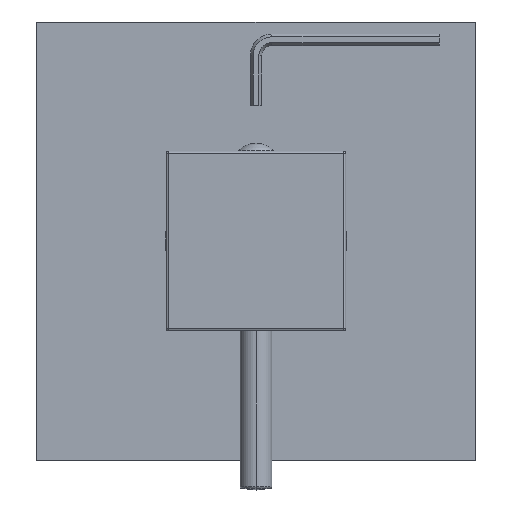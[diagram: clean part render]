
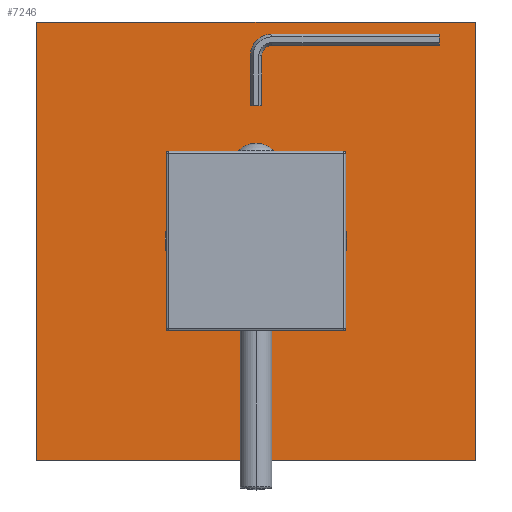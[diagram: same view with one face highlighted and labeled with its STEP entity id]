
A CAD part, top view. The second image highlights one B-rep face of the part: STEP entity #7246.
In plain terms, the highlighted face is planar.
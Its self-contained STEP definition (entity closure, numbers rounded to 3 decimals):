
#6899=CARTESIAN_POINT('',(0.,2.,0.));
#6900=DIRECTION('',(0.,-1.,0.));
#6901=DIRECTION('',(1.,0.,0.));
#6902=AXIS2_PLACEMENT_3D('',#6899,#6900,#6901);
#6907=CARTESIAN_POINT('',(0.,2.,0.));
#6908=DIRECTION('',(0.,-1.,0.));
#6909=DIRECTION('',(-1.,0.,0.));
#6910=AXIS2_PLACEMENT_3D('',#6907,#6908,#6909);
#6915=DIRECTION('',(0.,0.,1.));
#6916=VECTOR('',#6915,110.);
#6917=CARTESIAN_POINT('',(-55.,2.,-55.));
#6918=LINE('',#6917,#6916);
#6922=DIRECTION('',(-1.,0.,0.));
#6923=VECTOR('',#6922,110.);
#6924=CARTESIAN_POINT('',(55.,2.,-55.));
#6925=LINE('',#6924,#6923);
#6929=DIRECTION('',(0.,0.,-1.));
#6930=VECTOR('',#6929,110.);
#6931=CARTESIAN_POINT('',(55.,2.,55.));
#6932=LINE('',#6931,#6930);
#6936=DIRECTION('',(1.,0.,0.));
#6937=VECTOR('',#6936,110.);
#6938=CARTESIAN_POINT('',(-55.,2.,55.));
#6939=LINE('',#6938,#6937);
#7119=CARTESIAN_POINT('',(22.8,2.,0.));
#7120=CARTESIAN_POINT('',(-22.8,2.,0.));
#7121=VERTEX_POINT('',#7119);
#7122=VERTEX_POINT('',#7120);
#7123=CARTESIAN_POINT('',(-55.,2.,-55.));
#7124=CARTESIAN_POINT('',(-55.,2.,55.));
#7125=VERTEX_POINT('',#7123);
#7126=VERTEX_POINT('',#7124);
#7127=CARTESIAN_POINT('',(55.,2.,55.));
#7128=VERTEX_POINT('',#7127);
#7129=CARTESIAN_POINT('',(55.,2.,-55.));
#7130=VERTEX_POINT('',#7129);
#7227=CARTESIAN_POINT('',(0.,2.,0.));
#7228=DIRECTION('',(0.,1.,0.));
#7229=DIRECTION('',(1.,0.,0.));
#7230=AXIS2_PLACEMENT_3D('',#7227,#7228,#7229);
#7231=PLANE('',#7230);
#7233=ORIENTED_EDGE('',*,*,#7232,.F.);
#7235=ORIENTED_EDGE('',*,*,#7234,.F.);
#7237=ORIENTED_EDGE('',*,*,#7236,.F.);
#7239=ORIENTED_EDGE('',*,*,#7238,.F.);
#7240=EDGE_LOOP('',(#7233,#7235,#7237,#7239));
#7241=FACE_OUTER_BOUND('',#7240,.F.);
#7242=ORIENTED_EDGE('',*,*,#7207,.F.);
#7243=ORIENTED_EDGE('',*,*,#7221,.F.);
#7244=EDGE_LOOP('',(#7242,#7243));
#7245=FACE_BOUND('',#7244,.F.);
#7246=ADVANCED_FACE('',(#7241,#7245),#7231,.T.);
#6903=CIRCLE('',#6902,22.8);
#6911=CIRCLE('',#6910,22.8);
#7207=EDGE_CURVE('',#7121,#7122,#6903,.T.);
#7221=EDGE_CURVE('',#7122,#7121,#6911,.T.);
#7232=EDGE_CURVE('',#7125,#7126,#6918,.T.);
#7234=EDGE_CURVE('',#7130,#7125,#6925,.T.);
#7236=EDGE_CURVE('',#7128,#7130,#6932,.T.);
#7238=EDGE_CURVE('',#7126,#7128,#6939,.T.);
